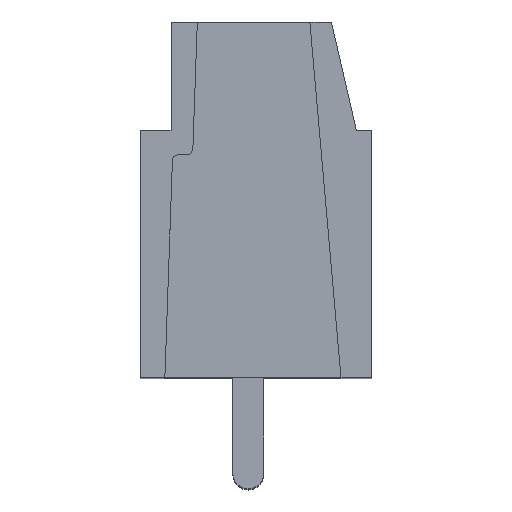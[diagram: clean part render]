
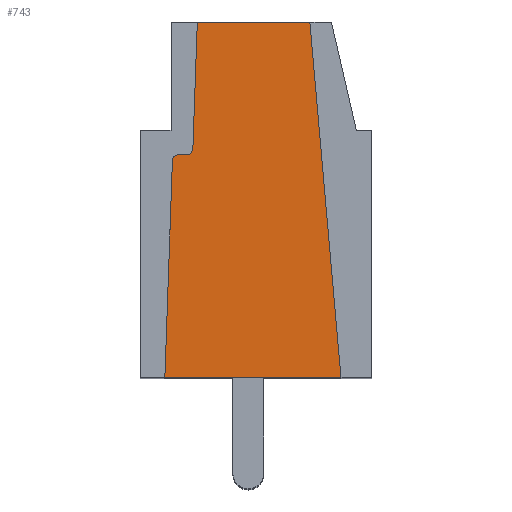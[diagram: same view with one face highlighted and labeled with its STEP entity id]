
A CAD part, top view. The second image highlights one B-rep face of the part: STEP entity #743.
In plain terms, the highlighted planar face has unit normal (0, 0, 1).
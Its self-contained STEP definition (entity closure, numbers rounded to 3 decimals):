
#743 = ADVANCED_FACE( '', ( #1741 ), #1742, .F. );
#1741 = FACE_OUTER_BOUND( '', #3025, .T. );
#1742 = PLANE( '', #3026 );
#3025 = EDGE_LOOP( '', ( #5189, #5190, #5191, #5192, #5193, #5194, #5195, #5196 ) );
#3026 = AXIS2_PLACEMENT_3D( '', #5197, #5198, #5199 );
#5189 = ORIENTED_EDGE( '', *, *, #8790, .T. );
#5190 = ORIENTED_EDGE( '', *, *, #8791, .T. );
#5191 = ORIENTED_EDGE( '', *, *, #8792, .T. );
#5192 = ORIENTED_EDGE( '', *, *, #8793, .F. );
#5193 = ORIENTED_EDGE( '', *, *, #8794, .F. );
#5194 = ORIENTED_EDGE( '', *, *, #8787, .T. );
#5195 = ORIENTED_EDGE( '', *, *, #8077, .T. );
#5196 = ORIENTED_EDGE( '', *, *, #8795, .F. );
#5197 = CARTESIAN_POINT( '', ( -0.959, 2.218, -0.75 ) );
#5198 = DIRECTION( '', ( 0., 0., -1. ) );
#5199 = DIRECTION( '', ( 0., -1., 0. ) );
#8077 = EDGE_CURVE( '', #9774, #9775, #9776, .T. );
#8787 = EDGE_CURVE( '', #10991, #9774, #10992, .T. );
#8790 = EDGE_CURVE( '', #10995, #10996, #10997, .T. );
#8791 = EDGE_CURVE( '', #10996, #10998, #10999, .T. );
#8792 = EDGE_CURVE( '', #10998, #11000, #11001, .T. );
#8793 = EDGE_CURVE( '', #11002, #11000, #11003, .T. );
#8794 = EDGE_CURVE( '', #10991, #11002, #11004, .T. );
#8795 = EDGE_CURVE( '', #10995, #9775, #11005, .T. );
#9774 = VERTEX_POINT( '', #12261 );
#9775 = VERTEX_POINT( '', #12262 );
#9776 = CIRCLE( '', #12263, 0.2 );
#10991 = VERTEX_POINT( '', #14020 );
#10992 = LINE( '', #14021, #14022 );
#10995 = VERTEX_POINT( '', #14026 );
#10996 = VERTEX_POINT( '', #14027 );
#10997 = LINE( '', #14028, #14029 );
#10998 = VERTEX_POINT( '', #14030 );
#10999 = LINE( '', #14031, #14032 );
#11000 = VERTEX_POINT( '', #14033 );
#11001 = LINE( '', #14034, #14035 );
#11002 = VERTEX_POINT( '', #14036 );
#11003 = LINE( '', #14037, #14038 );
#11004 = CIRCLE( '', #14039, 0.2 );
#11005 = LINE( '', #14040, #14041 );
#12261 = CARTESIAN_POINT( '', ( -6.255, 7.2, -0.75 ) );
#12262 = CARTESIAN_POINT( '', ( -6.455, 7.007, -0.75 ) );
#12263 = AXIS2_PLACEMENT_3D( '', #15808, #15809, #15810 );
#14020 = CARTESIAN_POINT( '', ( -5.993, 7.2, -0.75 ) );
#14021 = CARTESIAN_POINT( '', ( 0., 7.2, -0.75 ) );
#14022 = VECTOR( '', #16626, 1000. );
#14026 = CARTESIAN_POINT( '', ( -6.7, 0., -0.75 ) );
#14027 = CARTESIAN_POINT( '', ( -1., 0., -0.75 ) );
#14028 = CARTESIAN_POINT( '', ( -4., 0., -0.75 ) );
#14029 = VECTOR( '', #16628, 1000. );
#14030 = CARTESIAN_POINT( '', ( -2.006, 11.5, -0.75 ) );
#14031 = CARTESIAN_POINT( '', ( -1.194, 2.218, -0.75 ) );
#14032 = VECTOR( '', #16629, 1000. );
#14033 = CARTESIAN_POINT( '', ( -5.65, 11.5, -0.75 ) );
#14034 = CARTESIAN_POINT( '', ( -4., 11.5, -0.75 ) );
#14035 = VECTOR( '', #16630, 1000. );
#14036 = CARTESIAN_POINT( '', ( -5.793, 7.393, -0.75 ) );
#14037 = CARTESIAN_POINT( '', ( -5.974, 2.218, -0.75 ) );
#14038 = VECTOR( '', #16631, 1000. );
#14039 = AXIS2_PLACEMENT_3D( '', #16632, #16633, #16634 );
#14040 = CARTESIAN_POINT( '', ( -6.7, 0., -0.75 ) );
#14041 = VECTOR( '', #16635, 1000. );
#15808 = CARTESIAN_POINT( '', ( -6.255, 7., -0.75 ) );
#15809 = DIRECTION( '', ( 0., 0., 1. ) );
#15810 = DIRECTION( '', ( 1., 0., 0. ) );
#16626 = DIRECTION( '', ( -1., 0., 0. ) );
#16628 = DIRECTION( '', ( 1., 0., 0. ) );
#16629 = DIRECTION( '', ( -0.087, 0.996, 0. ) );
#16630 = DIRECTION( '', ( -1., 0., 0. ) );
#16631 = DIRECTION( '', ( 0.035, 0.999, 0. ) );
#16632 = CARTESIAN_POINT( '', ( -5.993, 7.4, -0.75 ) );
#16633 = DIRECTION( '', ( 0., 0., 1. ) );
#16634 = DIRECTION( '', ( 1., 0., 0. ) );
#16635 = DIRECTION( '', ( 0.035, 0.999, 0. ) );
